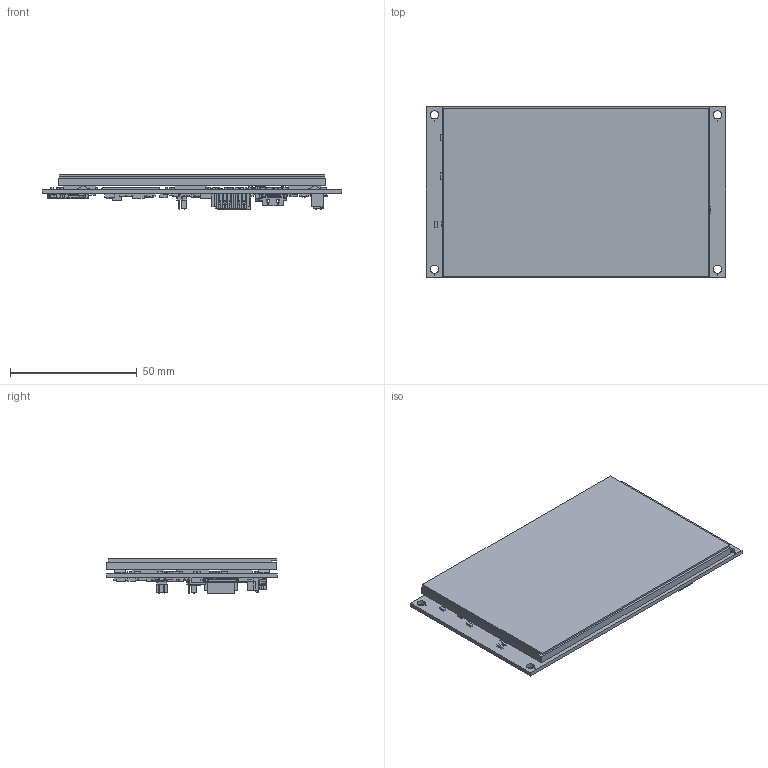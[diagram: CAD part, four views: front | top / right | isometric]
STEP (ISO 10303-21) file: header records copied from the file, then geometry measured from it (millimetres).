
FILE_DESCRIPTION (( 'STEP AP214' ), '1' );
FILE_NAME ('STEP-51-0401-42_CanbyPCAP.STEP', '2015-02-16T22:17:13', ( '' ), ( '' ), 'SwSTEP 2.0', 'SolidWorks 2014', '' );
FILE_SCHEMA (( 'AUTOMOTIVE_DESIGN' ));
Length unit declared in the file: inch
Products named in the file (13): LCD-4p3-InnoluxNoTouch; 874370943; 874370843; 533980571; DM3AT-SF-PEJM5; m22-53202xx_asm; SS187P21-.17-02; 42-0401-31; TAPE_062; STEP-51-0401-42_CanbyPCAP; 14-0003-2mmJmpr; ASSY-LCD-4p3-PCAP-EVERVISION; PCAP-4p3-Evervision
Assembly tree (21 placements, depth 3):
  STEP-51-0401-42_CanbyPCAP
    TAPE_062  x5
    42-0401-31
    SS187P21-.17-02  x4
    m22-53202xx_asm  x2
    DM3AT-SF-PEJM5
    533980571
    874370843
    874370943
    ASSY-LCD-4p3-PCAP-EVERVISION
      LCD-4p3-InnoluxNoTouch
      PCAP-4p3-Evervision
    14-0003-2mmJmpr  x2
Bounding box: 118.11 x 67.31 x 13.7 mm (x, y, z)
Volume: 45709.9 mm3; surface area: 56251 mm2
Topology: 286 solids, 297 shells, 4300 faces, 10618 edges, 7037 vertices
Faces by surface type: plane 3744, cylinder 345, bspline 211
Entity records: 159397 total; most frequent: CARTESIAN_POINT 35958, ORIENTED_EDGE 20268, DIRECTION 17538, EDGE_CURVE 10150, LINE 8924, VECTOR 8924, VERTEX_POINT 6725, EDGE_LOOP 4315
